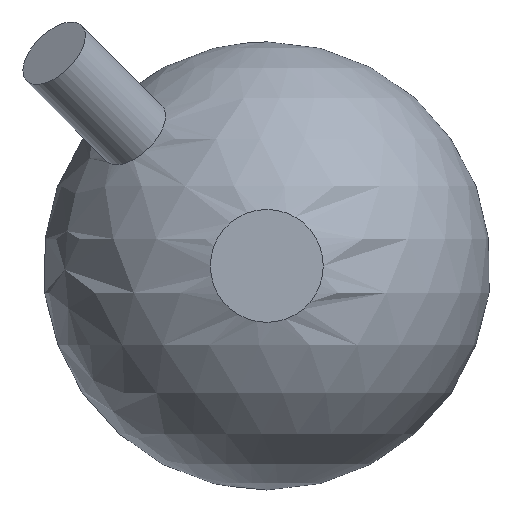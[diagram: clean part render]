
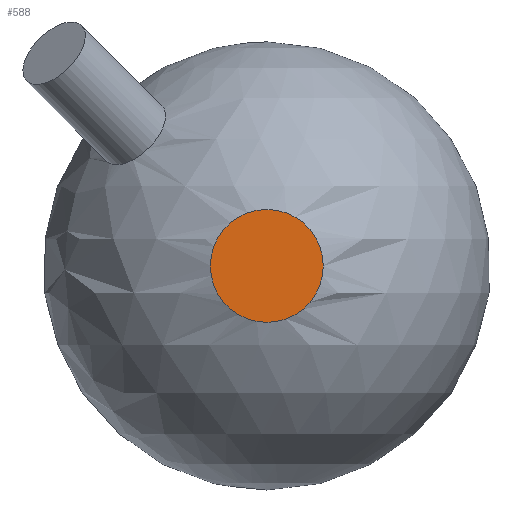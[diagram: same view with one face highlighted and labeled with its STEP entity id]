
A CAD part, left-side view. The second image highlights one B-rep face of the part: STEP entity #588.
In plain terms, the highlighted planar face has unit normal (-1, 0, 0).
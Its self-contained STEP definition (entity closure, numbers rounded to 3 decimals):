
#240 = CYLINDRICAL_SURFACE('',#241,13.);
#241 = AXIS2_PLACEMENT_3D('',#242,#243,#244);
#242 = CARTESIAN_POINT('',(2610.,-500.,0.));
#243 = DIRECTION('',(-1.,0.,0.));
#244 = DIRECTION('',(-0.,-1.,0.));
#428 = VERTEX_POINT('',#429);
#429 = CARTESIAN_POINT('',(2528.384,-513.,0.)
  );
#450 = EDGE_CURVE('',#428,#428,#451,.T.);
#451 = SURFACE_CURVE('',#452,(#457,#464),.PCURVE_S1.);
#452 = CIRCLE('',#453,13.);
#453 = AXIS2_PLACEMENT_3D('',#454,#455,#456);
#454 = CARTESIAN_POINT('',(2528.384,-500.,0.));
#455 = DIRECTION('',(-1.,0.,0.));
#456 = DIRECTION('',(-0.,-1.,0.));
#457 = PCURVE('',#240,#458);
#458 = DEFINITIONAL_REPRESENTATION('',(#459),#463);
#459 = LINE('',#460,#461);
#460 = CARTESIAN_POINT('',(0.,81.616));
#461 = VECTOR('',#462,1.);
#462 = DIRECTION('',(1.,0.));
#463 = ( GEOMETRIC_REPRESENTATION_CONTEXT(2) 
PARAMETRIC_REPRESENTATION_CONTEXT() REPRESENTATION_CONTEXT('2D SPACE',''
  ) );
#464 = PCURVE('',#465,#470);
#465 = PLANE('',#466);
#466 = AXIS2_PLACEMENT_3D('',#467,#468,#469);
#467 = CARTESIAN_POINT('',(2528.384,-500.,0.));
#468 = DIRECTION('',(-1.,0.,0.));
#469 = DIRECTION('',(-0.,-1.,0.));
#470 = DEFINITIONAL_REPRESENTATION('',(#471),#475);
#471 = CIRCLE('',#472,13.);
#472 = AXIS2_PLACEMENT_2D('',#473,#474);
#473 = CARTESIAN_POINT('',(0.,0.));
#474 = DIRECTION('',(1.,0.));
#475 = ( GEOMETRIC_REPRESENTATION_CONTEXT(2) 
PARAMETRIC_REPRESENTATION_CONTEXT() REPRESENTATION_CONTEXT('2D SPACE',''
  ) );
#588 = ADVANCED_FACE('',(#589),#465,.T.);
#589 = FACE_BOUND('',#590,.T.);
#590 = EDGE_LOOP('',(#591));
#591 = ORIENTED_EDGE('',*,*,#450,.T.);
